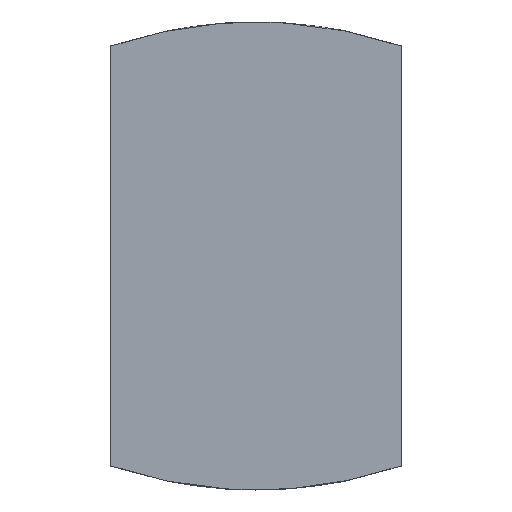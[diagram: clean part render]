
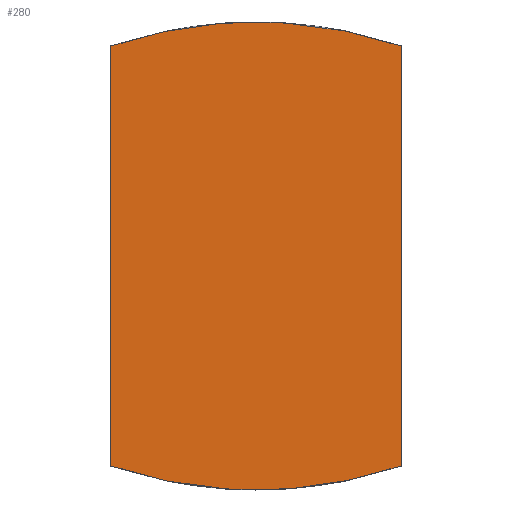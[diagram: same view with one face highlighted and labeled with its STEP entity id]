
A CAD part, left-side view. The second image highlights one B-rep face of the part: STEP entity #280.
In plain terms, the highlighted planar face has unit normal (-1, 0, 0).
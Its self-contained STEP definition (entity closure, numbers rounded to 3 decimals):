
#33=PLANE('',#318);
#41=LINE('',#803,#53);
#42=LINE('',#805,#54);
#53=VECTOR('',#343,1000.);
#54=VECTOR('',#346,1000.);
#110=ORIENTED_EDGE('',*,*,#152,.T.);
#111=ORIENTED_EDGE('',*,*,#166,.T.);
#112=ORIENTED_EDGE('',*,*,#141,.F.);
#113=ORIENTED_EDGE('',*,*,#167,.F.);
#141=EDGE_CURVE('',#181,#182,#208,.F.);
#152=EDGE_CURVE('',#192,#191,#219,.T.);
#166=EDGE_CURVE('',#191,#182,#41,.T.);
#167=EDGE_CURVE('',#192,#181,#42,.T.);
#181=VERTEX_POINT('',#408);
#182=VERTEX_POINT('',#424);
#191=VERTEX_POINT('',#621);
#192=VERTEX_POINT('',#637);
#208=B_SPLINE_CURVE_WITH_KNOTS('',3,(#409,#410,#411,#412,#413,#414,#415,
#416,#417,#418,#419,#420,#421,#422,#423),.UNSPECIFIED.,.F.,.F.,(4,1,1,1,
1,1,1,1,1,1,1,1,4),(0.,0.125,0.188,0.25,0.313,0.375,0.5,0.625,0.688,
0.75,0.813,0.875,1.),.UNSPECIFIED.);
#219=B_SPLINE_CURVE_WITH_KNOTS('',3,(#622,#623,#624,#625,#626,#627,#628,
#629,#630,#631,#632,#633,#634,#635,#636),.UNSPECIFIED.,.F.,.F.,(4,1,1,1,
1,1,1,1,1,1,1,1,4),(0.,0.125,0.188,0.25,0.313,0.375,0.5,0.625,0.688,
0.75,0.813,0.875,1.),.UNSPECIFIED.);
#243=EDGE_LOOP('',(#110,#111,#112,#113));
#259=FACE_BOUND('',#243,.T.);
#280=ADVANCED_FACE('',(#259),#33,.F.);
#318=AXIS2_PLACEMENT_3D('',#804,#344,#345);
#343=DIRECTION('',(0.,0.,1.));
#344=DIRECTION('',(1.,0.,0.));
#345=DIRECTION('',(0.,1.,0.));
#346=DIRECTION('',(0.,0.,1.));
#408=CARTESIAN_POINT('',(0.,44.948,65.035));
#409=CARTESIAN_POINT('',(0.,-44.948,65.035));
#410=CARTESIAN_POINT('',(0.,-41.353,66.254));
#411=CARTESIAN_POINT('',(0.,-35.907,67.858));
#412=CARTESIAN_POINT('',(0.,-28.522,69.551));
#413=CARTESIAN_POINT('',(0.,-22.958,70.593));
#414=CARTESIAN_POINT('',(0.,-17.223,71.426));
#415=CARTESIAN_POINT('',(0.,-9.605,72.212));
#416=CARTESIAN_POINT('',(0.,0.,72.607));
#417=CARTESIAN_POINT('',(0.,9.604,72.212));
#418=CARTESIAN_POINT('',(0.,17.222,71.426));
#419=CARTESIAN_POINT('',(0.,22.958,70.593));
#420=CARTESIAN_POINT('',(0.,28.522,69.551));
#421=CARTESIAN_POINT('',(0.,35.907,67.858));
#422=CARTESIAN_POINT('',(0.,41.353,66.254));
#423=CARTESIAN_POINT('',(0.,44.948,65.035));
#424=CARTESIAN_POINT('',(0.,-44.948,65.035));
#621=CARTESIAN_POINT('',(0.,-44.948,-65.035));
#622=CARTESIAN_POINT('',(0.,44.948,-65.035));
#623=CARTESIAN_POINT('',(0.,41.353,-66.254));
#624=CARTESIAN_POINT('',(0.,35.907,-67.858));
#625=CARTESIAN_POINT('',(0.,28.522,-69.551));
#626=CARTESIAN_POINT('',(0.,22.958,-70.593));
#627=CARTESIAN_POINT('',(0.,17.223,-71.426));
#628=CARTESIAN_POINT('',(0.,9.605,-72.212));
#629=CARTESIAN_POINT('',(0.,0.,-72.607));
#630=CARTESIAN_POINT('',(0.,-9.604,-72.212));
#631=CARTESIAN_POINT('',(0.,-17.222,-71.426));
#632=CARTESIAN_POINT('',(0.,-22.958,-70.593));
#633=CARTESIAN_POINT('',(0.,-28.522,-69.551));
#634=CARTESIAN_POINT('',(0.,-35.907,-67.858));
#635=CARTESIAN_POINT('',(0.,-41.353,-66.254));
#636=CARTESIAN_POINT('',(0.,-44.948,-65.035));
#637=CARTESIAN_POINT('',(0.,44.948,-65.035));
#803=CARTESIAN_POINT('',(0.,-44.948,-75.));
#804=CARTESIAN_POINT('',(0.,-44.948,-75.));
#805=CARTESIAN_POINT('',(0.,44.948,-75.));
